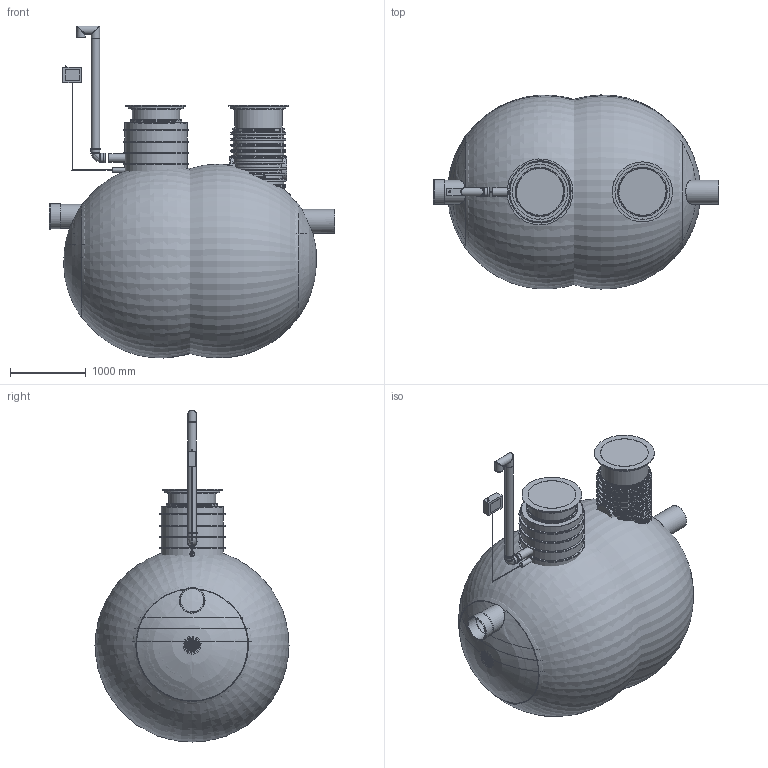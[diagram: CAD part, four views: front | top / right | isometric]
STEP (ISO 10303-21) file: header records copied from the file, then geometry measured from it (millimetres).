
FILE_DESCRIPTION(/* description */ ('Unknown'),/* implementation_level */ '2;1');
FILE_NAME(/* name */ 'EQ BP 1.klassi õlieraldaja NS15_45',/* time_stamp */ '2023-04-13T14:00:03+03:00',/* author */ ('Unknown'),/* organization */ ('Unknown'),/* preprocessor_version */ 'ST-DEVELOPER v18.1',/* originating_system */ 'Solid Edge',/* authorisation */ 'Unknown');
FILE_SCHEMA (('AUTOMOTIVE_DESIGN {1 0 10303 214 3 1 1}'));
Length unit declared in the file: millimetre
Products named in the file (48): EQ BP 1.klassi eraldaja NS15_45; kestakoost 15_45 28.03.23; 2519.106_väljund D200; 2519.102_ots2_oa_0; 2519.109_sisend D200; PVC_polv_315; 2519.103_ots1; D1600_silinder NS15_45 28.03.23; 2669.200 filtrikastikoost; 2669.115_vahesein2; 2646.201; 2646.202; 2669.203; Raam kahele filtriplokile 2631.000_var2; 2631.001_var2; 2631.002_var2; Polt_M6x20HK; Mutter M6 a2_NY; Filter HD Q-PAC; 2641.204; PVC Kaksikmuhv d315; 2669.119 moodavoolutoru; 2669.118 vahesein3; VaheseinD1600_2641.114; D800 KP silinder 9.12.19; D665 KP silinder 26.04.19; liivamaht NS15_2519.002; RoundTubing 63x4.7_oa_1; RoundTubing 110x6.6_oa_2; olimaht NS15_2519.001; PE_vent_malm_L=1500; PVC_polv_110; PE venttoru DN100 L=1500; Rotoventiots; elektrikarp loikefotole; Tihend teeninduskaevule 800; D800 uus rotost teeninduskaev_lisaga 20.02.23; 2697.001 tihend teeninduskaevule 670_var2; 2703.001; Malmluuk_D600_(Ginmika) ...
Assembly tree (61 placements, depth 5):
  EQ BP 1.klassi eraldaja NS15_45
    kestakoost 15_45 28.03.23
      2519.106_väljund D200
      2519.102_ots2_oa_0
      2519.109_sisend D200
      PVC_polv_315  x2
      2519.103_ots1
      D1600_silinder NS15_45 28.03.23
      2669.200 filtrikastikoost
        2669.115_vahesein2
        2646.201
        2646.202  x2
        2669.203  x2
        Raam kahele filtriplokile 2631.000_var2  x4
          2631.001_var2
          2631.002_var2
          Polt_M6x20HK
          Mutter M6 a2_NY
          Filter HD Q-PAC
        2641.204
      PVC Kaksikmuhv d315  x2
      2669.119 moodavoolutoru
      2669.118 vahesein3
      VaheseinD1600_2641.114
      D800 KP silinder 9.12.19
      D665 KP silinder 26.04.19
    liivamaht NS15_2519.002
    RoundTubing 63x4.7_oa_1
    RoundTubing 110x6.6_oa_2
    olimaht NS15_2519.001
    PE_vent_malm_L=1500
      PVC_polv_110
      PE venttoru DN100 L=1500
      Rotoventiots
    elektrikarp loikefotole
    Tihend teeninduskaevule 800
    D800 uus rotost teeninduskaev_lisaga 20.02.23
    2697.001 tihend teeninduskaevule 670_var2  x3
    2703.001  x2
    Malmluuk_D600_(Ginmika)  x2
      Malmluugi_korpus_D600_(Ginmika)
      Malmluugi_kaan_D600_(Ginmika)
    2693.001_var3_oa_3
    efektiivne maht NS15_2519.003
    RoundTubing 25x2.3_oa_4
    Ujuk_oa_5
    Ujuk_oa_6
    Ujuk_oa_7
Bounding box: 3756 x 2557.82 x 4373.59 mm (x, y, z)
Volume: 33531914089.1 mm3; surface area: 210786492.5 mm2
Topology: 82 solids, 82 shells, 1532 faces, 3517 edges, 2237 vertices
Faces by surface type: plane 889, cylinder 421, torus 145, cone 46, bspline 26, sphere 5
Full cylindrical faces by diameter (mm): 4.917 x8, 6 x10, 7 x16, 8 x12, 8.5 x3, 10 x43, 20 x1, 20.4 x1, 25 x1, 53.6 x1, 63 x1, 96.8 x1, 100 x2, 103.2 x3, 105 x1, 110 x9, 120 x2, 130 x2, 190 x1, 200 x2, 299 x1, 305 x8, 315 x18, 325 x2, 330 x3, 335 x2, 340 x1, 361 x4, 595 x2, 600 x3
Entity records: 27754 total; most frequent: CARTESIAN_POINT 8424, DIRECTION 3790, ORIENTED_EDGE 3170, AXIS2_PLACEMENT_3D 1603, EDGE_CURVE 1585, FACE_BOUND 1350, EDGE_LOOP 1346, VERTEX_POINT 1173
